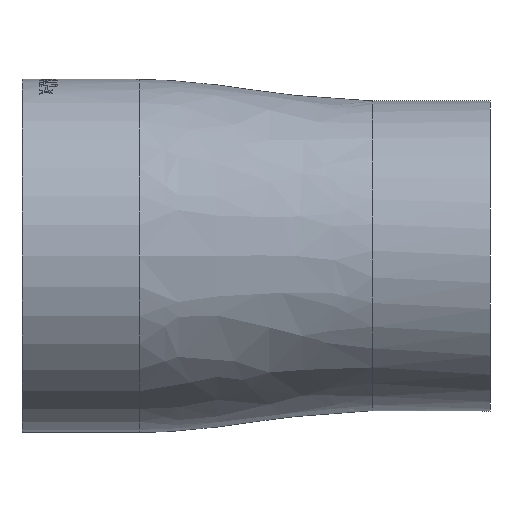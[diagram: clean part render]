
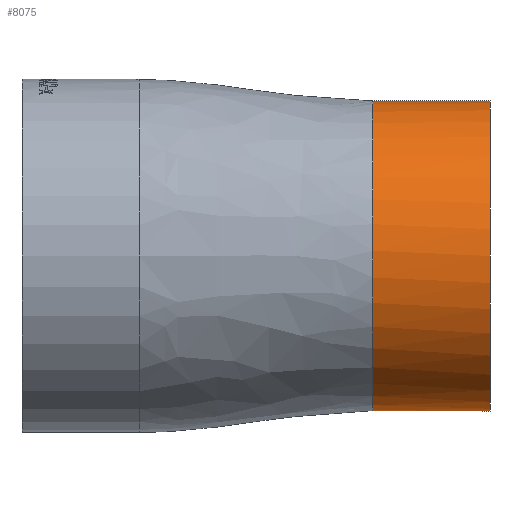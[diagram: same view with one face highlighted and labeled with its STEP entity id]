
A CAD part, front view. The second image highlights one B-rep face of the part: STEP entity #8075.
In plain terms, the highlighted cylindrical face has radius 21.2 mm (diameter 42.4 mm), a full revolution.
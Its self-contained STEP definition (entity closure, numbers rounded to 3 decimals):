
#309 = EDGE_CURVE ( 'NONE', #13763, #13763, #2480, .T. ) ;
#507 = CARTESIAN_POINT ( 'NONE',  ( 64., -2.95, 0. ) ) ;
#982 = FACE_OUTER_BOUND ( 'NONE', #10349, .T. ) ;
#1040 = CARTESIAN_POINT ( 'NONE',  ( 48., 14.859, -14.74 ) ) ;
#1789 = DIRECTION ( 'NONE',  ( 0., 0., 1. ) ) ;
#2048 = CARTESIAN_POINT ( 'NONE',  ( 38.827, -2.95, 0. ) ) ;
#2115 = CARTESIAN_POINT ( 'NONE',  ( 48., 17.654, -5.1 ) ) ;
#2181 = CARTESIAN_POINT ( 'NONE',  ( 48., 18.25, -0.585 ) ) ;
#2336 = CARTESIAN_POINT ( 'NONE',  ( 48., 6.41, 21.2 ) ) ;
#2480 = B_SPLINE_CURVE_WITH_KNOTS ( 'NONE', 3,
 ( #3184, #2181, #7583, #11969, #2115, #1040, #5402, #14204, #4326, #8727, #8789, #2336, #13116, #3260, #6551, #13182, #7714, #11040 ),
 .UNSPECIFIED., .T., .F.,
 ( 4, 1, 1, 1, 1, 2, 2, 2, 1, 1, 1, 1, 4 ),
 ( 0., 0.012, 0.025, 0.038, 0.05, 0.25, 0.5, 0.75, 0.95, 0.963, 0.975, 0.988, 1. ),
 .UNSPECIFIED. ) ;
#3184 = CARTESIAN_POINT ( 'NONE',  ( 48., 18.25, 0. ) ) ;
#3260 = CARTESIAN_POINT ( 'NONE',  ( 48., 17.654, 5.1 ) ) ;
#3265 = DIRECTION ( 'NONE',  ( -1., 0., 0. ) ) ;
#3798 = DIRECTION ( 'NONE',  ( -1., 0., 0. ) ) ;
#3940 = EDGE_LOOP ( 'NONE', ( #13577 ) ) ;
#4326 = CARTESIAN_POINT ( 'NONE',  ( 48., -24.15, -11.701 ) ) ;
#5304 = CIRCLE ( 'NONE', #5531, 21.2 ) ;
#5402 = CARTESIAN_POINT ( 'NONE',  ( 48., 6.41, -21.2 ) ) ;
#5461 = EDGE_CURVE ( 'NONE', #7206, #7206, #5304, .T. ) ;
#5531 = AXIS2_PLACEMENT_3D ( 'NONE', #507, #3798, #1789 ) ;
#5885 = AXIS2_PLACEMENT_3D ( 'NONE', #2048, #3265, #8731 ) ;
#6482 = ORIENTED_EDGE ( 'NONE', *, *, #309, .F. ) ;
#6491 = CYLINDRICAL_SURFACE ( 'NONE', #5885, 21.2 ) ;
#6551 = CARTESIAN_POINT ( 'NONE',  ( 48., 17.994, 3.444 ) ) ;
#7206 = VERTEX_POINT ( 'NONE', #11594 ) ;
#7583 = CARTESIAN_POINT ( 'NONE',  ( 48., 18.203, -1.744 ) ) ;
#7714 = CARTESIAN_POINT ( 'NONE',  ( 48., 18.25, 0.585 ) ) ;
#8075 = ADVANCED_FACE ( 'NONE', ( #14137, #982 ), #6491, .T. ) ;
#8727 = CARTESIAN_POINT ( 'NONE',  ( 48., -24.15, 11.701 ) ) ;
#8731 = DIRECTION ( 'NONE',  ( 0., 0., 1. ) ) ;
#8789 = CARTESIAN_POINT ( 'NONE',  ( 48., -14.651, 21.2 ) ) ;
#10349 = EDGE_LOOP ( 'NONE', ( #6482 ) ) ;
#10593 = CARTESIAN_POINT ( 'NONE',  ( 48., 18.25, 0. ) ) ;
#11040 = CARTESIAN_POINT ( 'NONE',  ( 48., 18.25, 0. ) ) ;
#11594 = CARTESIAN_POINT ( 'NONE',  ( 64., -2.95, 21.2 ) ) ;
#11969 = CARTESIAN_POINT ( 'NONE',  ( 48., 17.994, -3.444 ) ) ;
#13116 = CARTESIAN_POINT ( 'NONE',  ( 48., 14.859, 14.74 ) ) ;
#13182 = CARTESIAN_POINT ( 'NONE',  ( 48., 18.203, 1.744 ) ) ;
#13577 = ORIENTED_EDGE ( 'NONE', *, *, #5461, .T. ) ;
#13763 = VERTEX_POINT ( 'NONE', #10593 ) ;
#14137 = FACE_OUTER_BOUND ( 'NONE', #3940, .T. ) ;
#14204 = CARTESIAN_POINT ( 'NONE',  ( 48., -14.651, -21.2 ) ) ;
